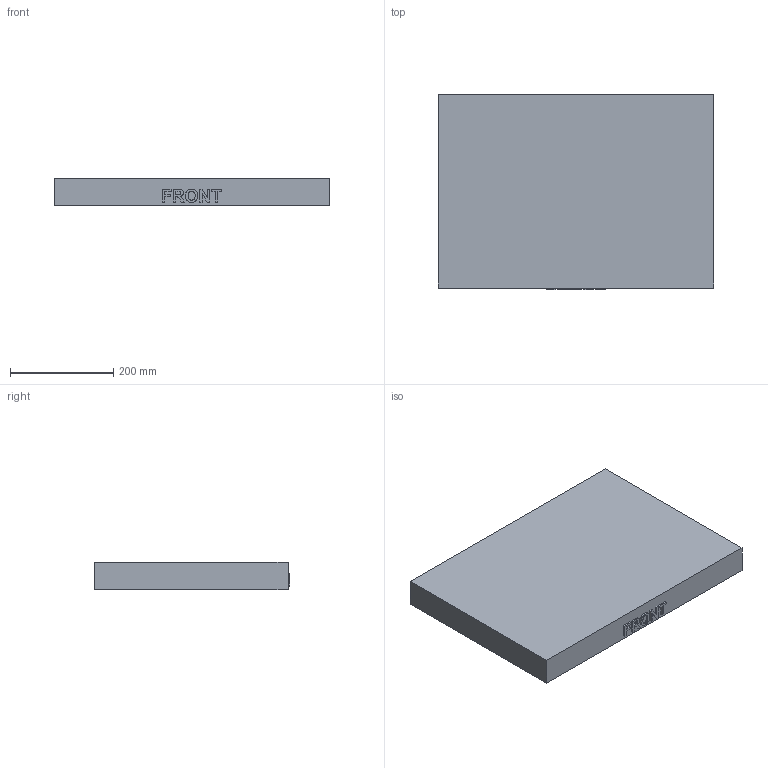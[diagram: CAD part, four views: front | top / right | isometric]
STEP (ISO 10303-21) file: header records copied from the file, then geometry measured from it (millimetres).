
FILE_DESCRIPTION( ( 'Unknown' ), '1' );
FILE_NAME( '2620-lid_internal_tub.stp', 'Unknown', ( 'Unknown' ), ( 'Unknown' ), 'PSStep 10.1', 'Unknown', ' ' );
FILE_SCHEMA( ( 'AUTOMOTIVE_DESIGN { 1 0 10303 214 1 1 1 1 }' ) );
Length unit declared in the file: millimetre
Products named in the file (1): 1
Bounding box: 533.4 x 377.82 x 53.98 mm (x, y, z)
Volume: 2041309.5 mm3; surface area: 572241.3 mm2
Topology: 1 solids, 1 shells, 222 faces, 517 edges, 298 vertices
Faces by surface type: cylinder 79, plane 72, bspline 57, extrusion 6, sphere 4, torus 4
Entity records: 11870 total; most frequent: CARTESIAN_POINT 6081, ORIENTED_EDGE 1014, DIRECTION 747, EDGE_CURVE 507, VERTEX_POINT 298, AXIS2_PLACEMENT_3D 279, EDGE_LOOP 233, FACE_OUTER_BOUND 224
